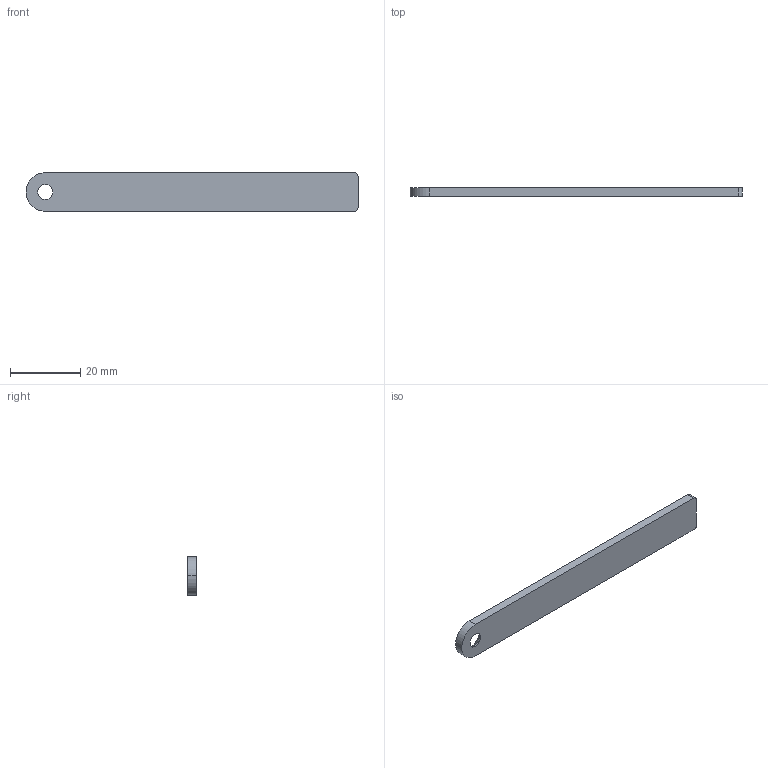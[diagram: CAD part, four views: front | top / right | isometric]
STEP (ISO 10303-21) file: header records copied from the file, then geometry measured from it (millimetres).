
FILE_DESCRIPTION(('STEP AP214'),'1');
FILE_NAME('battery_stop.stp','2025-05-23T19:52:44',(' '),(' '),'Spatial InterOp 3D',' ',' ');
FILE_SCHEMA(('AUTOMOTIVE_DESIGN { 1 0 10303 214 1 1 1 1 }'));
Length unit declared in the file: metre
Products named in the file (1): battery_stop
Bounding box: 94.65 x 2.5 x 11 mm (x, y, z)
Volume: 2497.6 mm3; surface area: 2563.9 mm2
Topology: 1 solids, 1 shells, 15 faces, 37 edges, 24 vertices
Faces by surface type: cylinder 8, plane 5, cone 2
Entity records: 482 total; most frequent: DIRECTION 87, CARTESIAN_POINT 77, ORIENTED_EDGE 74, EDGE_CURVE 37, AXIS2_PLACEMENT_3D 34, VERTEX_POINT 24, LINE 19, VECTOR 19
